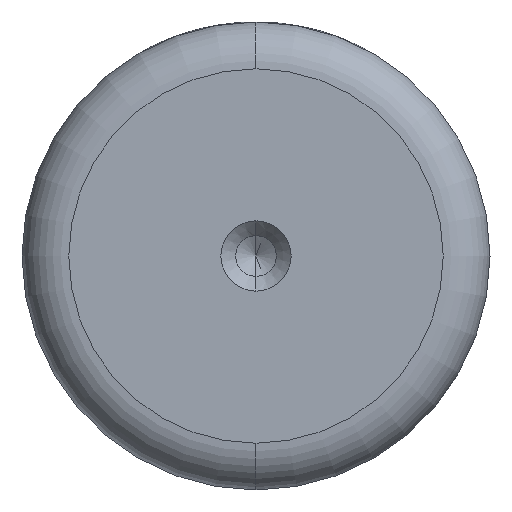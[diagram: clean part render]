
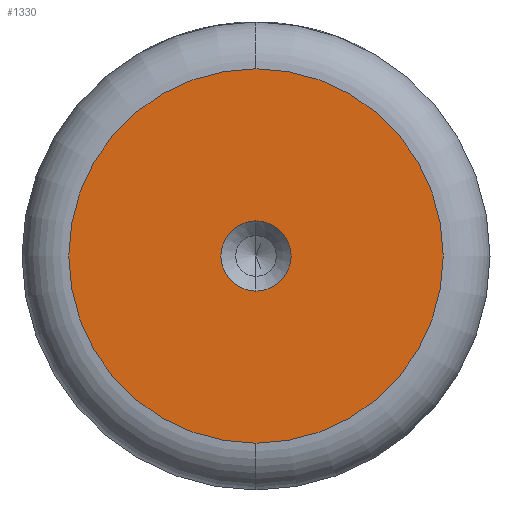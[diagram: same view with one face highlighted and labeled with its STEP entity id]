
A CAD part, left-side view. The second image highlights one B-rep face of the part: STEP entity #1330.
In plain terms, the highlighted planar face has unit normal (-1, 0, 0).
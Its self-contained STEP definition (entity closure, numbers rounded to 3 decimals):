
#24 = DIRECTION ( 'NONE',  ( 0., 0., 1. ) ) ;
#48 = PLANE ( 'NONE',  #721 ) ;
#53 = ORIENTED_EDGE ( 'NONE', *, *, #1034, .F. ) ;
#105 = CARTESIAN_POINT ( 'NONE',  ( 0., 0., 2.25 ) ) ;
#125 = VERTEX_POINT ( 'NONE', #1012 ) ;
#171 = ORIENTED_EDGE ( 'NONE', *, *, #1322, .T. ) ;
#175 = DIRECTION ( 'NONE',  ( 0., 0., 1. ) ) ;
#217 = CIRCLE ( 'NONE', #1051, 12. ) ;
#294 = AXIS2_PLACEMENT_3D ( 'NONE', #1333, #700, #24 ) ;
#369 = EDGE_LOOP ( 'NONE', ( #870, #171 ) ) ;
#372 = EDGE_LOOP ( 'NONE', ( #53, #767 ) ) ;
#383 = CARTESIAN_POINT ( 'NONE',  ( 0., 0., 12. ) ) ;
#391 = AXIS2_PLACEMENT_3D ( 'NONE', #1177, #552, #1284 ) ;
#438 = AXIS2_PLACEMENT_3D ( 'NONE', #520, #1252, #618 ) ;
#520 = CARTESIAN_POINT ( 'NONE',  ( 0., 0., 0. ) ) ;
#552 = DIRECTION ( 'NONE',  ( -1., 0., 0. ) ) ;
#570 = DIRECTION ( 'NONE',  ( -1., 0., 0. ) ) ;
#618 = DIRECTION ( 'NONE',  ( 0., 0., 1. ) ) ;
#700 = DIRECTION ( 'NONE',  ( -1., 0., 0. ) ) ;
#721 = AXIS2_PLACEMENT_3D ( 'NONE', #1144, #824, #175 ) ;
#754 = EDGE_CURVE ( 'NONE', #949, #978, #217, .T. ) ;
#767 = ORIENTED_EDGE ( 'NONE', *, *, #1288, .F. ) ;
#824 = DIRECTION ( 'NONE',  ( -1., 0., 0. ) ) ;
#870 = ORIENTED_EDGE ( 'NONE', *, *, #754, .T. ) ;
#938 = FACE_BOUND ( 'NONE', #372, .T. ) ;
#949 = VERTEX_POINT ( 'NONE', #383 ) ;
#969 = CIRCLE ( 'NONE', #438, 12. ) ;
#978 = VERTEX_POINT ( 'NONE', #1240 ) ;
#1012 = CARTESIAN_POINT ( 'NONE',  ( 0., 0., -2.25 ) ) ;
#1034 = EDGE_CURVE ( 'NONE', #1159, #125, #1348, .T. ) ;
#1051 = AXIS2_PLACEMENT_3D ( 'NONE', #1192, #570, #1303 ) ;
#1144 = CARTESIAN_POINT ( 'NONE',  ( 0., 0., 0. ) ) ;
#1159 = VERTEX_POINT ( 'NONE', #105 ) ;
#1177 = CARTESIAN_POINT ( 'NONE',  ( 0., 0., 0. ) ) ;
#1192 = CARTESIAN_POINT ( 'NONE',  ( 0., 0., 0. ) ) ;
#1240 = CARTESIAN_POINT ( 'NONE',  ( 0., 0., -12. ) ) ;
#1252 = DIRECTION ( 'NONE',  ( -1., 0., 0. ) ) ;
#1265 = FACE_OUTER_BOUND ( 'NONE', #369, .T. ) ;
#1284 = DIRECTION ( 'NONE',  ( 0., 0., 1. ) ) ;
#1288 = EDGE_CURVE ( 'NONE', #125, #1159, #1295, .T. ) ;
#1295 = CIRCLE ( 'NONE', #294, 2.25 ) ;
#1303 = DIRECTION ( 'NONE',  ( 0., 0., 1. ) ) ;
#1322 = EDGE_CURVE ( 'NONE', #978, #949, #969, .T. ) ;
#1330 = ADVANCED_FACE ( 'NONE', ( #938, #1265 ), #48, .T. ) ;
#1333 = CARTESIAN_POINT ( 'NONE',  ( 0., 0., 0. ) ) ;
#1348 = CIRCLE ( 'NONE', #391, 2.25 ) ;
